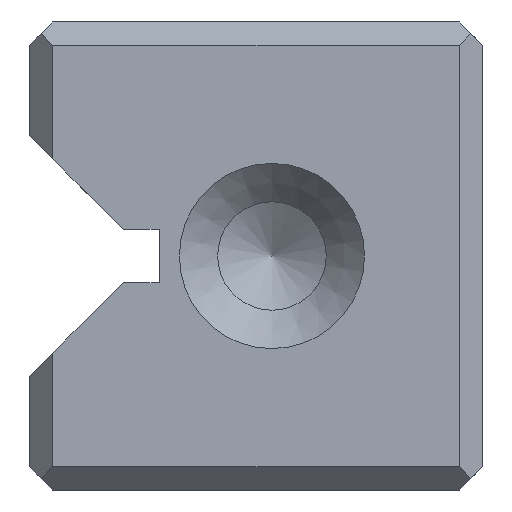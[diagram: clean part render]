
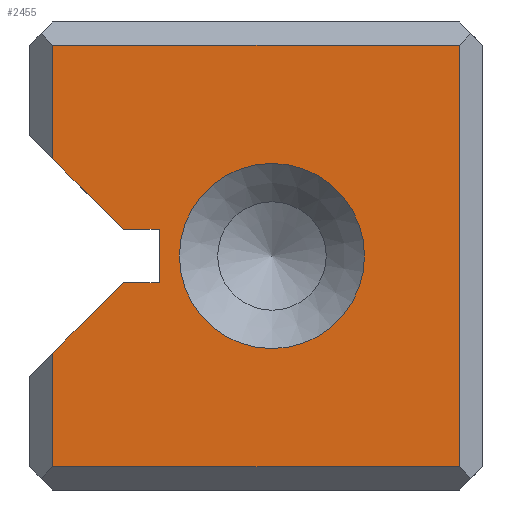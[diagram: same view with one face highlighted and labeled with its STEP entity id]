
A CAD part, left-side view. The second image highlights one B-rep face of the part: STEP entity #2455.
In plain terms, the highlighted planar face has unit normal (-1, 0, 0).
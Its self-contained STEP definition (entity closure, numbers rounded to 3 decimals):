
#2455=ADVANCED_FACE('',(#3161,#3162),#2826,.T.);
#2826=PLANE('',#8643);
#3068=CIRCLE('',#8642,4.35);
#3161=FACE_BOUND('',#3341,.T.);
#3162=FACE_BOUND('',#3342,.T.);
#3341=EDGE_LOOP('',(#4211));
#3342=EDGE_LOOP('',(#4212,#4213,#4214,#4215,#4216,#4217,#4218,#4219,#4220,
#4221));
#4211=ORIENTED_EDGE('',*,*,#6651,.T.);
#4212=ORIENTED_EDGE('',*,*,#6652,.T.);
#4213=ORIENTED_EDGE('',*,*,#6653,.T.);
#4214=ORIENTED_EDGE('',*,*,#6654,.T.);
#4215=ORIENTED_EDGE('',*,*,#6655,.T.);
#4216=ORIENTED_EDGE('',*,*,#6656,.F.);
#4217=ORIENTED_EDGE('',*,*,#6657,.F.);
#4218=ORIENTED_EDGE('',*,*,#6658,.F.);
#4219=ORIENTED_EDGE('',*,*,#6659,.F.);
#4220=ORIENTED_EDGE('',*,*,#6660,.T.);
#4221=ORIENTED_EDGE('',*,*,#6661,.T.);
#6023=VERTEX_POINT('',#11071);
#6024=VERTEX_POINT('',#11073);
#6025=VERTEX_POINT('',#11074);
#6026=VERTEX_POINT('',#11076);
#6027=VERTEX_POINT('',#11078);
#6028=VERTEX_POINT('',#11080);
#6029=VERTEX_POINT('',#11082);
#6030=VERTEX_POINT('',#11084);
#6031=VERTEX_POINT('',#11086);
#6032=VERTEX_POINT('',#11088);
#6033=VERTEX_POINT('',#11090);
#6651=EDGE_CURVE('',#6023,#6023,#3068,.T.);
#6652=EDGE_CURVE('',#6024,#6025,#7471,.T.);
#6653=EDGE_CURVE('',#6025,#6026,#7472,.T.);
#6654=EDGE_CURVE('',#6026,#6027,#7473,.T.);
#6655=EDGE_CURVE('',#6027,#6028,#7474,.T.);
#6656=EDGE_CURVE('',#6029,#6028,#7475,.T.);
#6657=EDGE_CURVE('',#6030,#6029,#7476,.T.);
#6658=EDGE_CURVE('',#6031,#6030,#7477,.T.);
#6659=EDGE_CURVE('',#6032,#6031,#7478,.T.);
#6660=EDGE_CURVE('',#6032,#6033,#7479,.T.);
#6661=EDGE_CURVE('',#6033,#6024,#7480,.T.);
#7471=LINE('',#11072,#8131);
#7472=LINE('',#11075,#8132);
#7473=LINE('',#11077,#8133);
#7474=LINE('',#11079,#8134);
#7475=LINE('',#11081,#8135);
#7476=LINE('',#11083,#8136);
#7477=LINE('',#11085,#8137);
#7478=LINE('',#11087,#8138);
#7479=LINE('',#11089,#8139);
#7480=LINE('',#11091,#8140);
#8131=VECTOR('',#9169,1.);
#8132=VECTOR('',#9170,1.);
#8133=VECTOR('',#9171,1.);
#8134=VECTOR('',#9172,1.);
#8135=VECTOR('',#9173,1.);
#8136=VECTOR('',#9174,1.);
#8137=VECTOR('',#9175,1.);
#8138=VECTOR('',#9176,1.);
#8139=VECTOR('',#9177,1.);
#8140=VECTOR('',#9178,1.);
#8642=AXIS2_PLACEMENT_3D('',#11070,#9167,#9168);
#8643=AXIS2_PLACEMENT_3D('',#11092,#9179,#9180);
#9167=DIRECTION('',(1.,0.,0.));
#9168=DIRECTION('',(0.,0.,-1.));
#9169=DIRECTION('',(0.,-1.,0.));
#9170=DIRECTION('',(0.,0.,1.));
#9171=DIRECTION('',(0.,1.,0.));
#9172=DIRECTION('',(0.,0.,-1.));
#9173=DIRECTION('',(0.,0.707,0.707));
#9174=DIRECTION('',(0.,1.,0.));
#9175=DIRECTION('',(0.,0.,1.));
#9176=DIRECTION('',(0.,-1.,0.));
#9177=DIRECTION('',(0.,0.707,-0.707));
#9178=DIRECTION('',(0.,0.,-1.));
#9179=DIRECTION('',(-1.,0.,0.));
#9180=DIRECTION('',(0.,0.,-1.));
#11070=CARTESIAN_POINT('',(0.,9.9,11.));
#11071=CARTESIAN_POINT('',(0.,9.9,6.65));
#11072=CARTESIAN_POINT('',(0.,10.65,1.1));
#11073=CARTESIAN_POINT('',(0.,20.2,1.1));
#11074=CARTESIAN_POINT('',(0.,1.1,1.1));
#11075=CARTESIAN_POINT('',(0.,1.1,0.));
#11076=CARTESIAN_POINT('',(0.,1.1,20.9));
#11077=CARTESIAN_POINT('',(0.,10.65,20.9));
#11078=CARTESIAN_POINT('',(0.,20.2,20.9));
#11079=CARTESIAN_POINT('',(0.,20.2,0.));
#11080=CARTESIAN_POINT('',(0.,20.2,15.564));
#11081=CARTESIAN_POINT('',(0.,7.643,3.007));
#11082=CARTESIAN_POINT('',(0.,16.886,12.25));
#11083=CARTESIAN_POINT('',(0.,10.65,12.25));
#11084=CARTESIAN_POINT('',(0.,15.2,12.25));
#11085=CARTESIAN_POINT('',(0.,15.2,0.));
#11086=CARTESIAN_POINT('',(0.,15.2,9.75));
#11087=CARTESIAN_POINT('',(0.,10.65,9.75));
#11088=CARTESIAN_POINT('',(0.,16.886,9.75));
#11089=CARTESIAN_POINT('',(0.,18.643,7.993));
#11090=CARTESIAN_POINT('',(0.,20.2,6.436));
#11091=CARTESIAN_POINT('',(0.,20.2,0.));
#11092=CARTESIAN_POINT('',(0.,10.65,0.));
